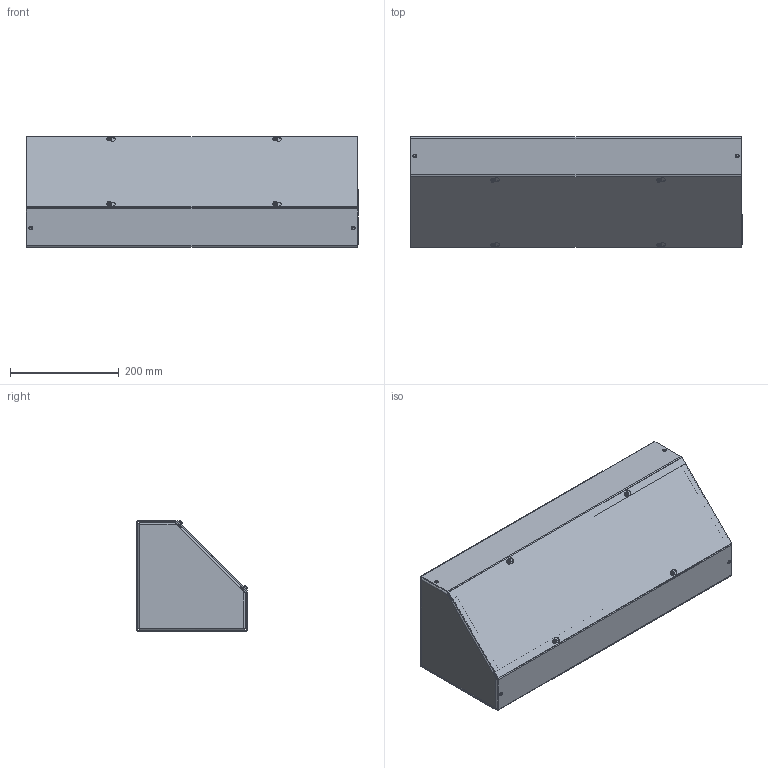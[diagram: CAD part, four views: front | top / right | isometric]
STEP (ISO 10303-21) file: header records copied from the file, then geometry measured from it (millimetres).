
FILE_DESCRIPTION (( 'STEP AP214' ), '1' );
FILE_NAME ('S8824ATNK.STEP', '2021-09-24T13:07:22', ( '' ), ( '' ), 'SwSTEP 2.0', 'SolidWorks 2021', '' );
FILE_SCHEMA (( 'AUTOMOTIVE_DESIGN' ));
Length unit declared in the file: inch
Products named in the file (1): S8824ATNK
Bounding box: 609.6 x 205.23 x 205.23 mm (x, y, z)
Volume: 998442.1 mm3; surface area: 1075949.4 mm2
Topology: 24 solids, 24 shells, 682 faces, 1726 edges, 1112 vertices
Faces by surface type: plane 268, cylinder 178, cone 108, bspline 104, torus 24
Full cylindrical faces by diameter (mm): 3.175 x16, 3.277 x16, 4.343 x4, 4.595 x32, 6.655 x16, 7.144 x8, 7.938 x4
Entity records: 23777 total; most frequent: CARTESIAN_POINT 9549, DIRECTION 2756, ORIENTED_EDGE 2556, EDGE_CURVE 1278, AXIS2_PLACEMENT_3D 1087, EDGE_LOOP 1054, VERTEX_POINT 928, FACE_OUTER_BOUND 854
